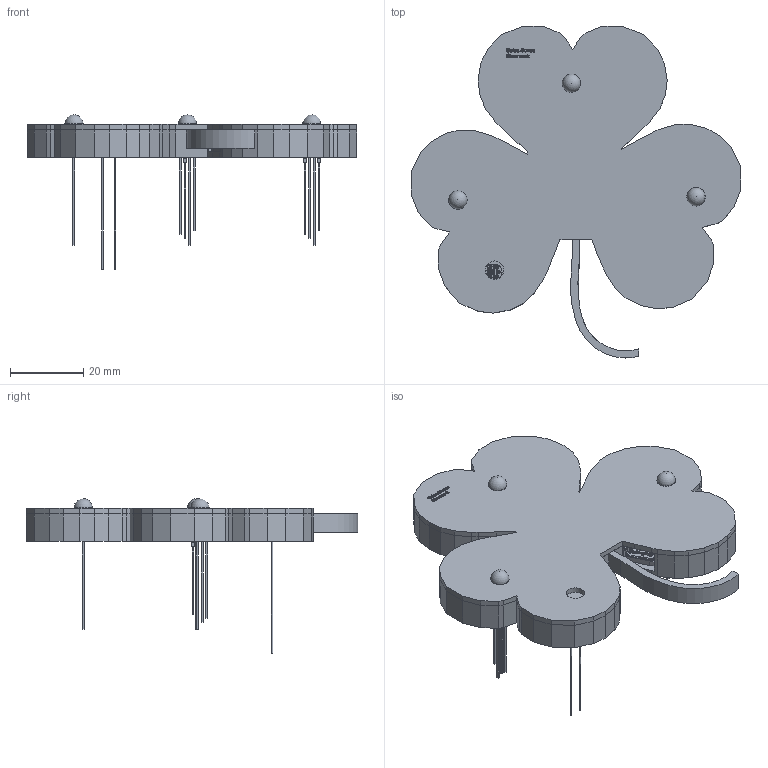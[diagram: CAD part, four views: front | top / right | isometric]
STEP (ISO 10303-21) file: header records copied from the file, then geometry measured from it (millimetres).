
FILE_DESCRIPTION(/* description */ (''),/* implementation_level */ '2;1');
FILE_NAME(/* name */ 'SolasSense Shamrock.step',/* time_stamp */ '2026-01-09T21:36:36Z',/* author */ (''),/* organization */ (''),/* preprocessor_version */ 'ST-DEVELOPER v20.1',/* originating_system */ 'Autodesk Translation Framework v14.21.0.0',/* authorisation */ '');
FILE_SCHEMA (('AUTOMOTIVE_DESIGN { 1 0 10303 214 3 1 1 }'));
Products named in the file (13): SolasSense Shamrock; SolasSense_Shamrock 1; SolasSense_Shamrock_PCB; ESP32-C3 SuperMini; Board c3mini; USB C; components (other)^ESP32-C3 SuperMini; QBL8RGB60D0-2897; LDR cell thru-hole leaded; Ceramic base^LDR cell thru-hole leaded; Electrodes^LDR cell thru-hole leaded; Leads^LDR cell thru-hole leaded; Part16^LDR cell thru-hole leaded
Assembly tree (14 placements, depth 3):
  SolasSense Shamrock
    SolasSense_Shamrock 1
      SolasSense_Shamrock_PCB
    ESP32-C3 SuperMini
      Board c3mini
      USB C
      components (other)^ESP32-C3 SuperMini
    QBL8RGB60D0-2897  x3
    LDR cell thru-hole leaded
      Ceramic base^LDR cell thru-hole leaded
      Electrodes^LDR cell thru-hole leaded
      Leads^LDR cell thru-hole leaded
      Part16^LDR cell thru-hole leaded
Bounding box: 89.97 x 90.56 x 42.15 mm (x, y, z)
Volume: 23812.2 mm3; surface area: 36850.4 mm2
Topology: 49 solids, 49 shells, 2152 faces, 6028 edges, 3978 vertices
Faces by surface type: plane 1381, cylinder 376, bspline 363, cone 15, sphere 11, torus 6
Full cylindrical faces by diameter (mm): 0.426 x2, 0.45 x2, 0.65 x10, 0.7 x12, 0.762 x2, 0.84 x16, 1.2 x16, 1.7 x2, 5 x4
Entity records: 69779 total; most frequent: CARTESIAN_POINT 18298, ORIENTED_EDGE 11418, DIRECTION 9171, EDGE_CURVE 5709, LINE 4125, VECTOR 4125, VERTEX_POINT 3766, AXIS2_PLACEMENT_3D 2523
